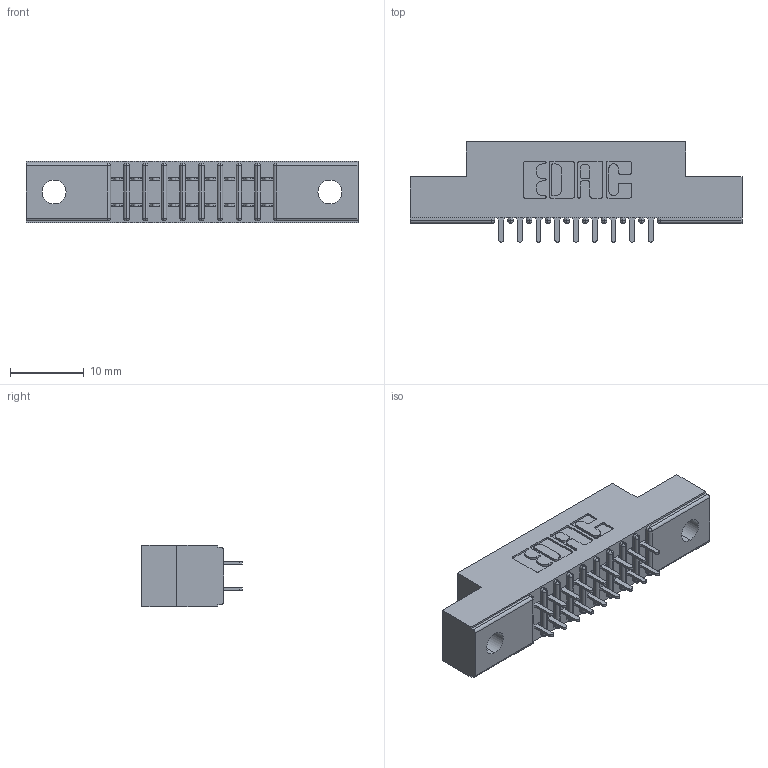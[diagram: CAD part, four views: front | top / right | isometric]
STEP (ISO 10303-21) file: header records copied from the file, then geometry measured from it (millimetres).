
FILE_DESCRIPTION (( 'STEP AP203' ), '1' );
FILE_NAME ('391-018-524-202.STEP', '2018-08-08T18:27:48', ( '' ), ( '' ), 'SwSTEP 2.0', 'SolidWorks 2016', '' );
FILE_SCHEMA (( 'CONFIG_CONTROL_DESIGN' ));
Length unit declared in the file: inch
Products named in the file (3): 341 Part_.128 (3.25) Dia Mounting Holes; 341-292-001_341-292-124; 391-018-524-202
Assembly tree (19 placements, depth 2):
  391-018-524-202
    341 Part_.128 (3.25) Dia Mounting Holes
    341-292-001_341-292-124  x18
Bounding box: 45.09 x 13.64 x 8.38 mm (x, y, z)
Volume: 2560.4 mm3; surface area: 4259.7 mm2
Topology: 19 solids, 19 shells, 1304 faces, 3763 edges, 2438 vertices
Faces by surface type: plane 788, cylinder 480, sphere 20, torus 16
Entity records: 15290 total; most frequent: CARTESIAN_POINT 2543, ORIENTED_EDGE 2522, DIRECTION 2491, EDGE_CURVE 1261, VECTOR 983, LINE 983, VERTEX_POINT 806, AXIS2_PLACEMENT_3D 754
